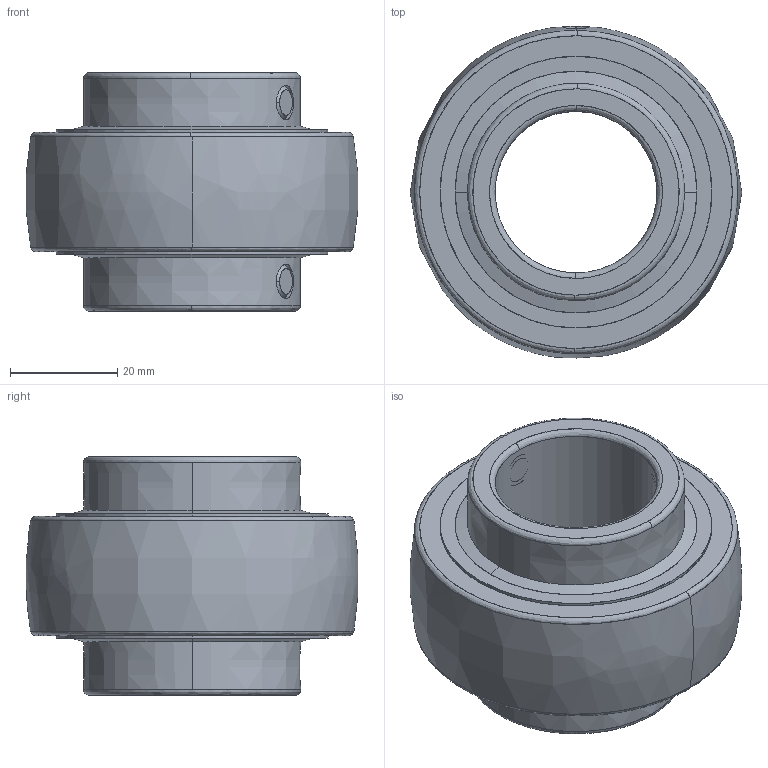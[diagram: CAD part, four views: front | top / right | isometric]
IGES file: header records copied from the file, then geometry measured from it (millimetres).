
Start section: SolidWorks IGES file using analytic representation for surfaces
Global section: file name: 2-DEFAU09211458269057.igs; native system: SolidWorks 2011; preprocessor: SolidWorks 2011; author: partstream; date: 110921.145833; units: millimetre
Bounding box: 61.81 x 61.89 x 44.45 mm (x, y, z)
Surface area: 15467.2 mm2 (no closed solid volume)
Topology: 0 solids, 0 shells, 81 faces, 1755 edges, 1790 vertices
Faces by surface type: revolution 52, bspline 29
